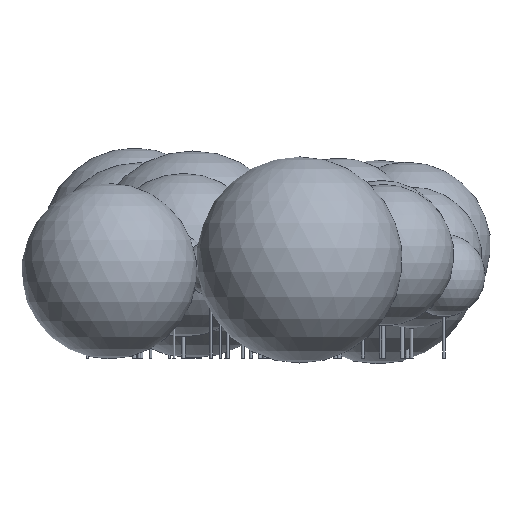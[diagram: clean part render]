
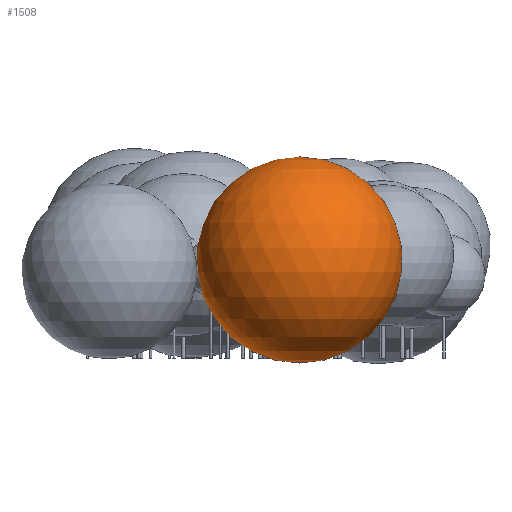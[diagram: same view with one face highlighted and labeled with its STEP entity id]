
A CAD part, left-side view. The second image highlights one B-rep face of the part: STEP entity #1508.
In plain terms, the highlighted spherical face has radius 11.77 mm.
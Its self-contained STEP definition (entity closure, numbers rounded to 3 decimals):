
#1508 = ADVANCED_FACE('',(#1509),#1513,.T.);
#1509 = FACE_BOUND('',#1510,.T.);
#1510 = VERTEX_LOOP('',#1511);
#1511 = VERTEX_POINT('',#1512);
#1512 = CARTESIAN_POINT('',(-67.999,-5.863,
    -0.576));
#1513 = SPHERICAL_SURFACE('',#1514,11.77);
#1514 = AXIS2_PLACEMENT_3D('',#1515,#1516,#1517);
#1515 = CARTESIAN_POINT('',(-67.999,-5.863,
    11.194));
#1516 = DIRECTION('',(0.,0.,1.));
#1517 = DIRECTION('',(1.,0.,0.));
